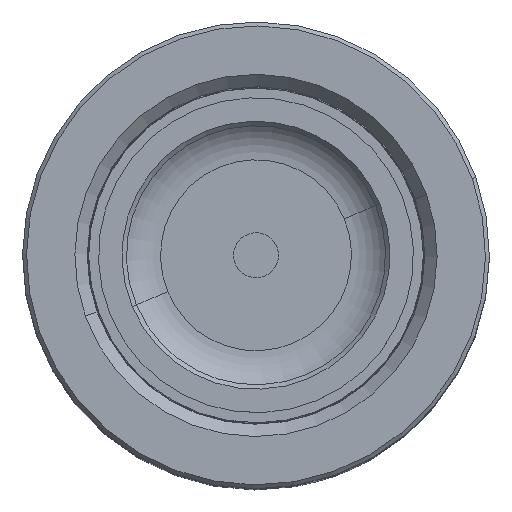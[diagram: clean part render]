
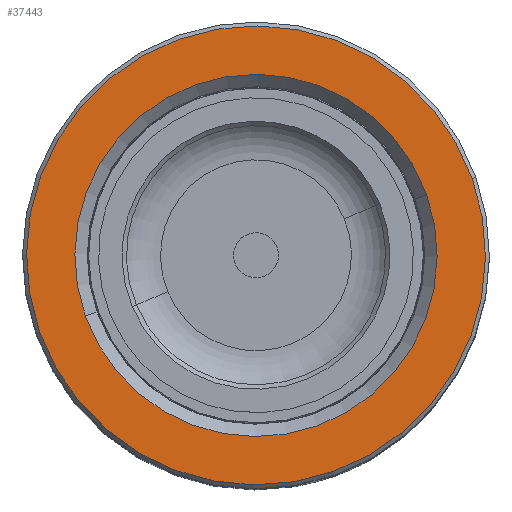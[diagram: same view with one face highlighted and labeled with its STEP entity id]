
A CAD part, top view. The second image highlights one B-rep face of the part: STEP entity #37443.
In plain terms, the highlighted planar face has unit normal (0, 0, 1).
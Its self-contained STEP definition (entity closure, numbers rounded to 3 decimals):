
#1325 = CIRCLE ( 'NONE', #1976, 40.8 ) ;
#1767 = CARTESIAN_POINT ( 'NONE',  ( -40.8, 0., 120. ) ) ;
#1776 = EDGE_LOOP ( 'NONE', ( #66637, #19741 ) ) ;
#1976 = AXIS2_PLACEMENT_3D ( 'NONE', #15189, #10216, #36288 ) ;
#3168 = EDGE_CURVE ( 'NONE', #11687, #27395, #60081, .T. ) ;
#5009 = CARTESIAN_POINT ( 'NONE',  ( 0., 0., 120. ) ) ;
#8108 = ORIENTED_EDGE ( 'NONE', *, *, #13666, .T. ) ;
#10216 = DIRECTION ( 'NONE',  ( 0., 0., 1. ) ) ;
#11676 = CARTESIAN_POINT ( 'NONE',  ( 0., 0., 120. ) ) ;
#11687 = VERTEX_POINT ( 'NONE', #35479 ) ;
#12115 = DIRECTION ( 'NONE',  ( 0., 0., -1. ) ) ;
#13666 = EDGE_CURVE ( 'NONE', #31974, #34424, #1325, .T. ) ;
#14570 = DIRECTION ( 'NONE',  ( 0., 0., -1. ) ) ;
#14966 = PLANE ( 'NONE',  #56473 ) ;
#15189 = CARTESIAN_POINT ( 'NONE',  ( 0., 0., 120. ) ) ;
#19741 = ORIENTED_EDGE ( 'NONE', *, *, #56362, .T. ) ;
#23981 = CARTESIAN_POINT ( 'NONE',  ( 40.8, 0., 120. ) ) ;
#25188 = DIRECTION ( 'NONE',  ( 0., 0., 1. ) ) ;
#25770 = FACE_BOUND ( 'NONE', #1776, .T. ) ;
#27395 = VERTEX_POINT ( 'NONE', #36311 ) ;
#31300 = DIRECTION ( 'NONE',  ( 1., 0., 0. ) ) ;
#31974 = VERTEX_POINT ( 'NONE', #23981 ) ;
#32050 = DIRECTION ( 'NONE',  ( 0., 0., 1. ) ) ;
#34291 = DIRECTION ( 'NONE',  ( 1., 0., 0. ) ) ;
#34424 = VERTEX_POINT ( 'NONE', #1767 ) ;
#34667 = FACE_OUTER_BOUND ( 'NONE', #62797, .T. ) ;
#35201 = CARTESIAN_POINT ( 'NONE',  ( 0., 0., 120. ) ) ;
#35479 = CARTESIAN_POINT ( 'NONE',  ( 32.2, 0., 120. ) ) ;
#36288 = DIRECTION ( 'NONE',  ( 1., 0., 0. ) ) ;
#36311 = CARTESIAN_POINT ( 'NONE',  ( -32.2, 0., 120. ) ) ;
#37295 = AXIS2_PLACEMENT_3D ( 'NONE', #11676, #12115, #43146 ) ;
#37443 = ADVANCED_FACE ( 'NONE', ( #34667, #25770 ), #14966, .T. ) ;
#41554 = CARTESIAN_POINT ( 'NONE',  ( 0., 0., 120. ) ) ;
#42043 = AXIS2_PLACEMENT_3D ( 'NONE', #41554, #32050, #47423 ) ;
#43146 = DIRECTION ( 'NONE',  ( 1., 0., 0. ) ) ;
#44154 = ORIENTED_EDGE ( 'NONE', *, *, #54476, .T. ) ;
#45619 = AXIS2_PLACEMENT_3D ( 'NONE', #35201, #14570, #34291 ) ;
#47423 = DIRECTION ( 'NONE',  ( 1., 0., 0. ) ) ;
#51375 = CIRCLE ( 'NONE', #42043, 40.8 ) ;
#54476 = EDGE_CURVE ( 'NONE', #34424, #31974, #51375, .T. ) ;
#56362 = EDGE_CURVE ( 'NONE', #27395, #11687, #59437, .T. ) ;
#56473 = AXIS2_PLACEMENT_3D ( 'NONE', #5009, #25188, #31300 ) ;
#59437 = CIRCLE ( 'NONE', #37295, 32.2 ) ;
#60081 = CIRCLE ( 'NONE', #45619, 32.2 ) ;
#62797 = EDGE_LOOP ( 'NONE', ( #44154, #8108 ) ) ;
#66637 = ORIENTED_EDGE ( 'NONE', *, *, #3168, .T. ) ;
